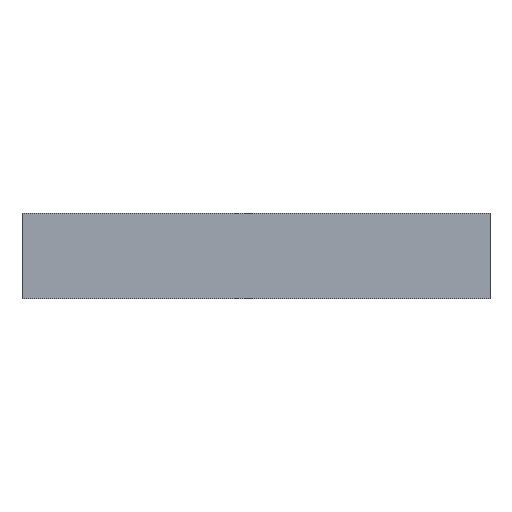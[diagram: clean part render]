
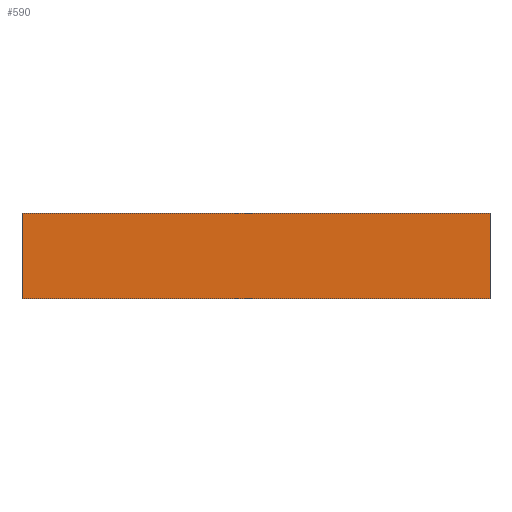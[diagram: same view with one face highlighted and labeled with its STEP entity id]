
A CAD part, left-side view. The second image highlights one B-rep face of the part: STEP entity #590.
In plain terms, the highlighted planar face has unit normal (-1, 0, 0).
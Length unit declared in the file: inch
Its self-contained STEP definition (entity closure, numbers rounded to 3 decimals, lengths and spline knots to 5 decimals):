
#529=CARTESIAN_POINT('',(11.65381,12.38301,0.437));
#530=VERTEX_POINT('',#529);
#537=CARTESIAN_POINT('',(11.65381,6.38301,0.437));
#538=VERTEX_POINT('',#537);
#539=CARTESIAN_POINT('',(11.65381,6.38301,0.437));
#540=DIRECTION('',(0.,1.,0.));
#541=VECTOR('',#540,1.);
#542=LINE('',#539,#541);
#543=EDGE_CURVE('',#538,#530,#542,.T.);
#560=CARTESIAN_POINT('',(11.65381,12.38301,-0.657));
#561=VERTEX_POINT('',#560);
#562=CARTESIAN_POINT('',(11.65381,12.38301,0.437));
#563=DIRECTION('',(0.,0.,-1.));
#564=VECTOR('',#563,1.);
#565=LINE('',#562,#564);
#566=EDGE_CURVE('',#530,#561,#565,.T.);
#567=ORIENTED_EDGE('',*,*,#566,.T.);
#568=CARTESIAN_POINT('',(11.65381,6.38301,-0.657));
#569=VERTEX_POINT('',#568);
#570=CARTESIAN_POINT('',(11.65381,6.38301,-0.657));
#571=DIRECTION('',(0.,1.,0.));
#572=VECTOR('',#571,1.);
#573=LINE('',#570,#572);
#574=EDGE_CURVE('',#569,#561,#573,.T.);
#575=ORIENTED_EDGE('',*,*,#574,.F.);
#576=CARTESIAN_POINT('',(11.65381,6.38301,0.437));
#577=DIRECTION('',(0.,0.,-1.));
#578=VECTOR('',#577,1.);
#579=LINE('',#576,#578);
#580=EDGE_CURVE('',#538,#569,#579,.T.);
#581=ORIENTED_EDGE('',*,*,#580,.F.);
#582=ORIENTED_EDGE('',*,*,#543,.T.);
#583=EDGE_LOOP('',(#567,#575,#581,#582));
#584=FACE_OUTER_BOUND('',#583,.T.);
#585=CARTESIAN_POINT('',(11.65381,6.38301,-0.11));
#586=DIRECTION('',(-1.,0.,0.));
#587=DIRECTION('',(0.,0.,1.));
#588=AXIS2_PLACEMENT_3D('',#585,#586,#587);
#589=PLANE('',#588);
#590=ADVANCED_FACE('',(#584),#589,.T.);
